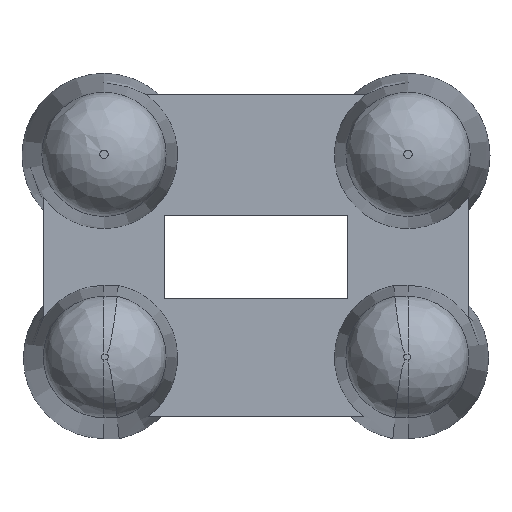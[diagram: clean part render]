
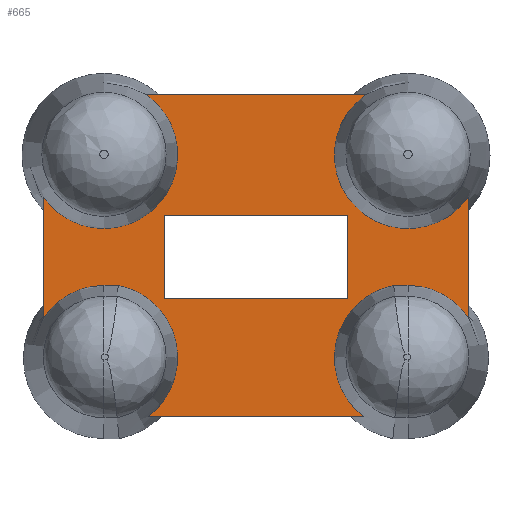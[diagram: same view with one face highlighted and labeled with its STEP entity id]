
A CAD part, top view. The second image highlights one B-rep face of the part: STEP entity #665.
In plain terms, the highlighted planar face has unit normal (0, 0, 1).
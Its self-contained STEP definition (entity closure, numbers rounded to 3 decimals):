
#35=FACE_BOUND('',#120,.T.);
#38=CIRCLE('',#708,1.271);
#39=CIRCLE('',#709,1.271);
#40=CIRCLE('',#710,1.271);
#41=CIRCLE('',#711,1.246);
#42=CIRCLE('',#712,1.271);
#43=CIRCLE('',#713,1.271);
#44=CIRCLE('',#714,1.246);
#79=FACE_OUTER_BOUND('',#119,.T.);
#119=EDGE_LOOP('',(#438,#439,#440,#441,#442,#443,#444,#445,#446,#447,#448,
#449,#450));
#120=EDGE_LOOP('',(#451,#452,#453,#454));
#162=LINE('',#988,#207);
#163=LINE('',#997,#208);
#164=LINE('',#1001,#209);
#165=LINE('',#1005,#210);
#166=LINE('',#1009,#211);
#167=LINE('',#1012,#212);
#168=LINE('',#1015,#213);
#169=LINE('',#1017,#214);
#170=LINE('',#1019,#215);
#171=LINE('',#1020,#216);
#207=VECTOR('',#785,10.);
#208=VECTOR('',#794,10.);
#209=VECTOR('',#797,10.);
#210=VECTOR('',#800,10.);
#211=VECTOR('',#803,10.);
#212=VECTOR('',#806,10.);
#213=VECTOR('',#807,10.);
#214=VECTOR('',#808,10.);
#215=VECTOR('',#809,10.);
#216=VECTOR('',#810,10.);
#266=VERTEX_POINT('',#978);
#268=VERTEX_POINT('',#984);
#269=VERTEX_POINT('',#990);
#270=VERTEX_POINT('',#992);
#271=VERTEX_POINT('',#994);
#272=VERTEX_POINT('',#996);
#273=VERTEX_POINT('',#998);
#274=VERTEX_POINT('',#1000);
#275=VERTEX_POINT('',#1002);
#276=VERTEX_POINT('',#1004);
#277=VERTEX_POINT('',#1006);
#278=VERTEX_POINT('',#1008);
#279=VERTEX_POINT('',#1010);
#280=VERTEX_POINT('',#1013);
#281=VERTEX_POINT('',#1014);
#282=VERTEX_POINT('',#1016);
#283=VERTEX_POINT('',#1018);
#334=EDGE_CURVE('',#266,#268,#162,.T.);
#335=EDGE_CURVE('',#266,#269,#38,.T.);
#336=EDGE_CURVE('',#270,#268,#39,.T.);
#337=EDGE_CURVE('',#271,#270,#40,.T.);
#338=EDGE_CURVE('',#271,#272,#163,.T.);
#339=EDGE_CURVE('',#273,#272,#41,.T.);
#340=EDGE_CURVE('',#274,#273,#164,.T.);
#341=EDGE_CURVE('',#275,#274,#42,.T.);
#342=EDGE_CURVE('',#275,#276,#165,.T.);
#343=EDGE_CURVE('',#277,#276,#43,.T.);
#344=EDGE_CURVE('',#278,#277,#166,.T.);
#345=EDGE_CURVE('',#279,#278,#44,.T.);
#346=EDGE_CURVE('',#279,#269,#167,.T.);
#347=EDGE_CURVE('',#280,#281,#168,.T.);
#348=EDGE_CURVE('',#281,#282,#169,.T.);
#349=EDGE_CURVE('',#282,#283,#170,.T.);
#350=EDGE_CURVE('',#283,#280,#171,.T.);
#438=ORIENTED_EDGE('',*,*,#335,.F.);
#439=ORIENTED_EDGE('',*,*,#334,.T.);
#440=ORIENTED_EDGE('',*,*,#336,.F.);
#441=ORIENTED_EDGE('',*,*,#337,.F.);
#442=ORIENTED_EDGE('',*,*,#338,.T.);
#443=ORIENTED_EDGE('',*,*,#339,.F.);
#444=ORIENTED_EDGE('',*,*,#340,.F.);
#445=ORIENTED_EDGE('',*,*,#341,.F.);
#446=ORIENTED_EDGE('',*,*,#342,.T.);
#447=ORIENTED_EDGE('',*,*,#343,.F.);
#448=ORIENTED_EDGE('',*,*,#344,.F.);
#449=ORIENTED_EDGE('',*,*,#345,.F.);
#450=ORIENTED_EDGE('',*,*,#346,.T.);
#451=ORIENTED_EDGE('',*,*,#347,.T.);
#452=ORIENTED_EDGE('',*,*,#348,.T.);
#453=ORIENTED_EDGE('',*,*,#349,.T.);
#454=ORIENTED_EDGE('',*,*,#350,.T.);
#641=PLANE('',#707);
#665=ADVANCED_FACE('',(#79,#35),#641,.F.);
#707=AXIS2_PLACEMENT_3D('',#989,#786,#787);
#708=AXIS2_PLACEMENT_3D('',#991,#788,#789);
#709=AXIS2_PLACEMENT_3D('',#993,#790,#791);
#710=AXIS2_PLACEMENT_3D('',#995,#792,#793);
#711=AXIS2_PLACEMENT_3D('',#999,#795,#796);
#712=AXIS2_PLACEMENT_3D('',#1003,#798,#799);
#713=AXIS2_PLACEMENT_3D('',#1007,#801,#802);
#714=AXIS2_PLACEMENT_3D('',#1011,#804,#805);
#785=DIRECTION('',(-1.,0.,0.));
#786=DIRECTION('center_axis',(0.,0.,-1.));
#787=DIRECTION('ref_axis',(-1.,0.,0.));
#788=DIRECTION('center_axis',(0.,0.,1.));
#789=DIRECTION('ref_axis',(0.,-1.,0.));
#790=DIRECTION('center_axis',(0.,0.,1.));
#791=DIRECTION('ref_axis',(0.,1.,0.));
#792=DIRECTION('center_axis',(0.,0.,1.));
#793=DIRECTION('ref_axis',(0.,1.,0.));
#794=DIRECTION('',(0.,-1.,0.));
#795=DIRECTION('center_axis',(0.,0.,1.));
#796=DIRECTION('ref_axis',(0.,1.,0.));
#797=DIRECTION('',(-1.,0.,0.));
#798=DIRECTION('center_axis',(0.,0.,1.));
#799=DIRECTION('ref_axis',(-1.,0.,0.));
#800=DIRECTION('',(1.,0.,0.));
#801=DIRECTION('center_axis',(0.,0.,1.));
#802=DIRECTION('ref_axis',(1.,0.,0.));
#803=DIRECTION('',(-1.,0.,0.));
#804=DIRECTION('center_axis',(0.,0.,1.));
#805=DIRECTION('ref_axis',(0.,-1.,0.));
#806=DIRECTION('',(0.,1.,0.));
#807=DIRECTION('',(0.,1.,0.));
#808=DIRECTION('',(1.,0.,0.));
#809=DIRECTION('',(0.,-1.,0.));
#810=DIRECTION('',(-1.,0.,0.));
#978=CARTESIAN_POINT('',(-3.573,-38.869,6.352));
#984=CARTESIAN_POINT('',(-7.358,-38.869,6.352));
#988=CARTESIAN_POINT('',(-5.013,-38.869,6.352));
#989=CARTESIAN_POINT('Origin',(-1.935,-46.026,6.352));
#990=CARTESIAN_POINT('',(-1.802,-40.639,6.352));
#991=CARTESIAN_POINT('Origin',(-2.84,-39.907,6.352));
#992=CARTESIAN_POINT('',(-8.09,-41.178,6.352));
#993=CARTESIAN_POINT('Origin',(-8.09,-39.907,6.352));
#994=CARTESIAN_POINT('',(-9.129,-40.639,6.352));
#995=CARTESIAN_POINT('Origin',(-8.09,-39.907,6.352));
#996=CARTESIAN_POINT('',(-9.129,-42.718,6.352));
#997=CARTESIAN_POINT('',(-9.129,-44.717,6.352));
#998=CARTESIAN_POINT('',(-8.09,-42.161,6.352));
#999=CARTESIAN_POINT('Origin',(-8.09,-43.407,6.352));
#1000=CARTESIAN_POINT('',(-7.843,-42.161,6.352));
#1001=CARTESIAN_POINT('',(-4.901,-42.161,6.352));
#1002=CARTESIAN_POINT('',(-7.325,-44.421,6.352));
#1003=CARTESIAN_POINT('Origin',(-8.09,-43.407,6.352));
#1004=CARTESIAN_POINT('',(-3.606,-44.421,6.352));
#1005=CARTESIAN_POINT('',(-2.5,-44.421,6.352));
#1006=CARTESIAN_POINT('',(-3.088,-42.161,6.352));
#1007=CARTESIAN_POINT('Origin',(-2.84,-43.407,6.352));
#1008=CARTESIAN_POINT('',(-2.84,-42.161,6.352));
#1009=CARTESIAN_POINT('',(-2.388,-42.161,6.352));
#1010=CARTESIAN_POINT('',(-1.802,-42.718,6.352));
#1011=CARTESIAN_POINT('Origin',(-2.84,-43.407,6.352));
#1012=CARTESIAN_POINT('',(-1.802,-42.967,6.352));
#1013=CARTESIAN_POINT('',(-7.052,-42.393,6.352));
#1014=CARTESIAN_POINT('',(-7.052,-40.946,6.352));
#1015=CARTESIAN_POINT('',(-7.052,-43.486,6.352));
#1016=CARTESIAN_POINT('',(-3.879,-40.946,6.352));
#1017=CARTESIAN_POINT('',(-2.907,-40.946,6.352));
#1018=CARTESIAN_POINT('',(-3.879,-42.393,6.352));
#1019=CARTESIAN_POINT('',(-3.879,-44.209,6.352));
#1020=CARTESIAN_POINT('',(-4.494,-42.393,6.352));
